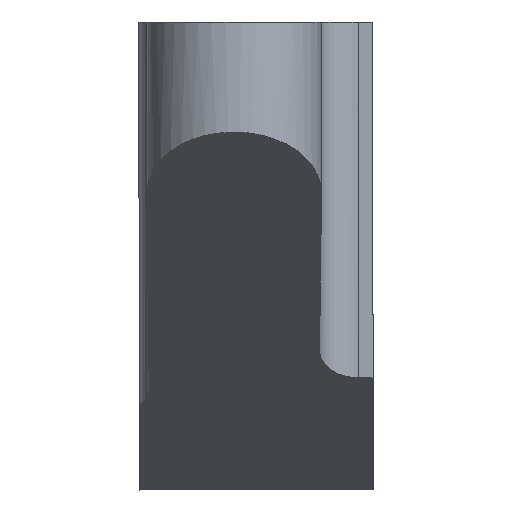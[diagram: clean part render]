
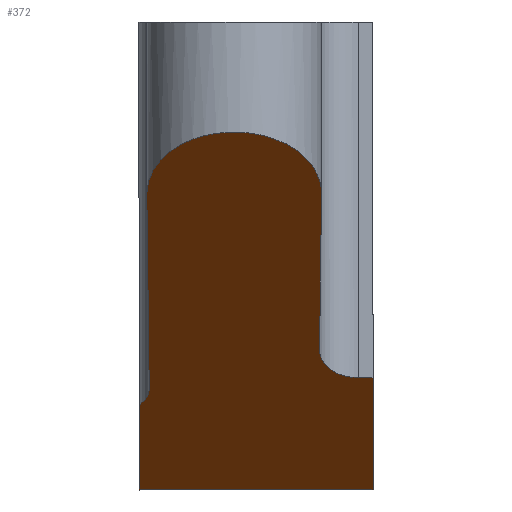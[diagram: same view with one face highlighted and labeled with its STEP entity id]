
A CAD part, front view. The second image highlights one B-rep face of the part: STEP entity #372.
In plain terms, the highlighted planar face has unit normal (0, -0.574, -0.819).
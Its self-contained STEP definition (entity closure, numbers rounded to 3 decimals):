
#96=CARTESIAN_POINT('',(0.,5.,-4.912));
#97=VERTEX_POINT('',#96);
#160=CARTESIAN_POINT('',(0.,6.554,-6.));
#161=VERTEX_POINT('',#160);
#172=CARTESIAN_POINT('',(0.,5.,-4.912));
#173=DIRECTION('',(0.,0.819,-0.574));
#174=VECTOR('',#173,1.897);
#175=LINE('',#172,#174);
#176=EDGE_CURVE('',#97,#161,#175,.T.);
#224=CARTESIAN_POINT('',(1.1,2.782,-3.359));
#225=DIRECTION('',(0.,0.574,0.819));
#226=DIRECTION('',(0.,-0.47,0.329));
#227=AXIS2_PLACEMENT_3D('',#224,#225,#226);
#228=PLANE('',#227);
#229=CARTESIAN_POINT('',(2.815,4.499,-4.561));
#230=DIRECTION('',(1.,0.,0.));
#231=VECTOR('',#230,0.185);
#232=LINE('',#229,#231);
#233=CARTESIAN_POINT('',(2.815,4.499,-4.561));
#234=VERTEX_POINT('',#233);
#235=CARTESIAN_POINT('',(3.,4.499,-4.561));
#236=VERTEX_POINT('',#235);
#237=EDGE_CURVE('',#234,#236,#232,.T.);
#238=ORIENTED_EDGE('Edge 605',*,*,#237,.F.);
#247=CARTESIAN_POINT('',(3.,4.499,-4.561));
#248=DIRECTION('',(0.,0.819,-0.574));
#249=VECTOR('',#248,2.509);
#250=LINE('',#247,#249);
#251=CARTESIAN_POINT('',(3.,6.554,-6.));
#252=VERTEX_POINT('',#251);
#253=EDGE_CURVE('',#236,#252,#250,.T.);
#254=ORIENTED_EDGE('Edge 71',*,*,#253,.F.);
#263=CARTESIAN_POINT('',(0.,6.554,-6.));
#264=DIRECTION('',(1.,0.,0.));
#265=VECTOR('',#264,3.);
#266=LINE('',#263,#265);
#267=EDGE_CURVE('',#161,#252,#266,.T.);
#268=ORIENTED_EDGE('Edge 337',*,*,#267,.T.);
#277=ORIENTED_EDGE('Edge 171',*,*,#176,.T.);
#286=CARTESIAN_POINT('',(0.,5.,-4.912));
#287=CARTESIAN_POINT('',(0.086,4.922,-4.857));
#288=CARTESIAN_POINT('',(0.132,4.816,-4.783));
#289=CARTESIAN_POINT('',(0.131,4.7,-4.702));
#290=(BOUNDED_CURVE()B_SPLINE_CURVE(3,(#286,#287,#288,#289),.UNSPECIFIED.,.F.,.F.)B_SPLINE_CURVE_WITH_KNOTS((4,4),(0.,1.),.UNSPECIFIED.)CURVE()GEOMETRIC_REPRESENTATION_ITEM()RATIONAL_B_SPLINE_CURVE((1.,0.942,0.942,1.))REPRESENTATION_ITEM(''));
#291=CARTESIAN_POINT('',(0.131,4.7,-4.702));
#292=VERTEX_POINT('',#291);
#293=EDGE_CURVE('',#97,#292,#290,.T.);
#294=ORIENTED_EDGE('Edge 176',*,*,#293,.F.);
#303=CARTESIAN_POINT('',(0.131,4.7,-4.702));
#304=DIRECTION('',(-0.007,-0.819,0.574));
#305=VECTOR('',#304,4.359);
#306=LINE('',#303,#305);
#307=CARTESIAN_POINT('',(0.1,1.13,-2.202));
#308=VERTEX_POINT('',#307);
#309=EDGE_CURVE('',#292,#308,#306,.T.);
#310=ORIENTED_EDGE('Edge 181',*,*,#309,.F.);
#319=CARTESIAN_POINT('',(0.1,1.13,-2.202));
#320=CARTESIAN_POINT('',(0.094,0.469,-1.739));
#321=CARTESIAN_POINT('',(0.559,0.,-1.411));
#322=CARTESIAN_POINT('',(1.22,0.,-1.411));
#323=CARTESIAN_POINT('',(1.881,0.,-1.411));
#324=CARTESIAN_POINT('',(2.346,0.469,-1.739));
#325=CARTESIAN_POINT('',(2.34,1.13,-2.202));
#326=(BOUNDED_CURVE()B_SPLINE_CURVE(3,(#319,#320,#321,#322,#323,#324,#325),.UNSPECIFIED.,.F.,.F.)B_SPLINE_CURVE_WITH_KNOTS((4,3,4),(0.,0.5,1.),.UNSPECIFIED.)CURVE()GEOMETRIC_REPRESENTATION_ITEM()RATIONAL_B_SPLINE_CURVE((1.,0.803,0.803,1.,0.803
,0.803,1.))REPRESENTATION_ITEM(''));
#327=CARTESIAN_POINT('',(2.34,1.13,-2.202));
#328=VERTEX_POINT('',#327);
#329=EDGE_CURVE('',#308,#328,#326,.T.);
#330=ORIENTED_EDGE('Edge 186',*,*,#329,.F.);
#339=CARTESIAN_POINT('',(2.34,1.13,-2.202));
#340=DIRECTION('',(-0.007,0.819,-0.574));
#341=VECTOR('',#340,3.497);
#342=LINE('',#339,#341);
#343=CARTESIAN_POINT('',(2.315,3.994,-4.208));
#344=VERTEX_POINT('',#343);
#345=EDGE_CURVE('',#328,#344,#342,.T.);
#346=ORIENTED_EDGE('Edge 632',*,*,#345,.F.);
#355=CARTESIAN_POINT('',(2.315,3.994,-4.208));
#356=CARTESIAN_POINT('',(2.312,4.289,-4.414));
#357=CARTESIAN_POINT('',(2.52,4.499,-4.561));
#358=CARTESIAN_POINT('',(2.815,4.499,-4.561));
#359=(BOUNDED_CURVE()B_SPLINE_CURVE(3,(#355,#356,#357,#358),.UNSPECIFIED.,.F.,.F.)B_SPLINE_CURVE_WITH_KNOTS((4,4),(0.,1.),.UNSPECIFIED.)CURVE()GEOMETRIC_REPRESENTATION_ITEM()RATIONAL_B_SPLINE_CURVE((1.,0.803,0.803,1.))REPRESENTATION_ITEM(''));
#360=EDGE_CURVE('',#344,#234,#359,.T.);
#361=ORIENTED_EDGE('Edge 649',*,*,#360,.F.);
#370=EDGE_LOOP('',(#361,#346,#330,#310,#294,#277,#268,#254,#238));
#371=FACE_OUTER_BOUND('Loop 197',#370,.T.);
#372=ADVANCED_FACE('Face 198',(#371),#228,.F.);
